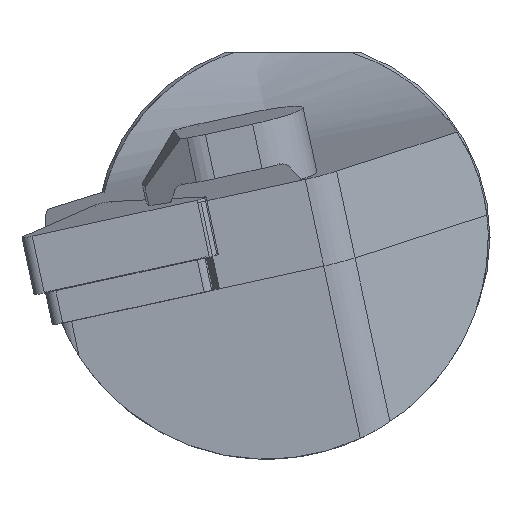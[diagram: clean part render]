
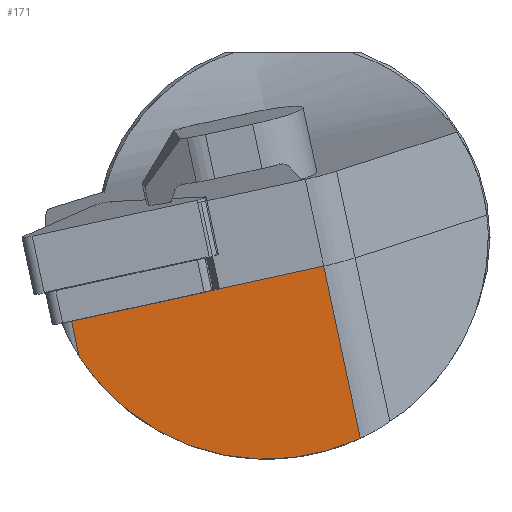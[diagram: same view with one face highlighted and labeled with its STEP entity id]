
A CAD part, left-side view. The second image highlights one B-rep face of the part: STEP entity #171.
In plain terms, the highlighted planar face has unit normal (-0.993, -0.072, -0.091).
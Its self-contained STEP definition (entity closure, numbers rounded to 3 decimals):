
#171=ADVANCED_FACE('',(#270),#233,.T.);
#233=PLANE('',#1224);
#270=FACE_OUTER_BOUND('',#332,.T.);
#332=EDGE_LOOP('',(#466,#467,#468,#469,#470,#471));
#397=ELLIPSE('',#1219,18.123,18.);
#466=ORIENTED_EDGE('',*,*,#896,.T.);
#467=ORIENTED_EDGE('',*,*,#897,.F.);
#468=ORIENTED_EDGE('',*,*,#890,.F.);
#469=ORIENTED_EDGE('',*,*,#898,.T.);
#470=ORIENTED_EDGE('',*,*,#899,.T.);
#471=ORIENTED_EDGE('',*,*,#880,.T.);
#773=VERTEX_POINT('',#1638);
#775=VERTEX_POINT('',#1641);
#783=VERTEX_POINT('',#1666);
#784=VERTEX_POINT('',#1668);
#787=VERTEX_POINT('',#1685);
#788=VERTEX_POINT('',#1688);
#880=EDGE_CURVE('',#775,#773,#1041,.T.);
#890=EDGE_CURVE('',#783,#784,#397,.T.);
#896=EDGE_CURVE('',#773,#787,#1045,.T.);
#897=EDGE_CURVE('',#784,#787,#1046,.T.);
#898=EDGE_CURVE('',#783,#788,#1047,.T.);
#899=EDGE_CURVE('',#788,#775,#1048,.T.);
#1041=LINE('',#1640,#1125);
#1045=LINE('',#1684,#1129);
#1046=LINE('',#1686,#1130);
#1047=LINE('',#1687,#1131);
#1048=LINE('',#1689,#1132);
#1125=VECTOR('',#1331,1.);
#1129=VECTOR('',#1359,1.);
#1130=VECTOR('',#1360,1.);
#1131=VECTOR('',#1361,1.);
#1132=VECTOR('',#1362,1.);
#1219=AXIS2_PLACEMENT_3D('',#1667,#1348,#1349);
#1224=AXIS2_PLACEMENT_3D('',#1690,#1363,#1364);
#1331=DIRECTION('',(-0.051,0.976,-0.213));
#1348=DIRECTION('',(0.993,0.072,0.091));
#1349=DIRECTION('',(-0.116,0.615,0.78));
#1359=DIRECTION('',(-0.051,0.976,-0.213));
#1360=DIRECTION('',(-0.105,0.207,0.973));
#1361=DIRECTION('',(-0.105,0.207,0.973));
#1362=DIRECTION('',(-0.051,0.976,-0.213));
#1363=DIRECTION('',(-0.993,-0.072,-0.091));
#1364=DIRECTION('',(-0.092,0.,0.996));
#1638=CARTESIAN_POINT('',(-214.695,-5.327,-4.344));
#1640=CARTESIAN_POINT('',(-214.213,-14.524,-2.337));
#1641=CARTESIAN_POINT('',(-214.657,-6.05,-4.186));
#1666=CARTESIAN_POINT('',(-212.71,-17.497,-16.326));
#1667=CARTESIAN_POINT('',(-214.764,-9.871,-0.021));
#1668=CARTESIAN_POINT('',(-214.981,5.34,-9.645));
#1684=CARTESIAN_POINT('',(-214.213,-14.524,-2.337));
#1685=CARTESIAN_POINT('',(-215.286,5.944,-6.803));
#1686=CARTESIAN_POINT('',(-258.288,91.008,393.393));
#1687=CARTESIAN_POINT('',(-257.215,70.54,397.859));
#1688=CARTESIAN_POINT('',(-214.213,-14.524,-2.337));
#1689=CARTESIAN_POINT('',(-214.213,-14.524,-2.337));
#1690=CARTESIAN_POINT('',(-257.215,70.54,397.859));
